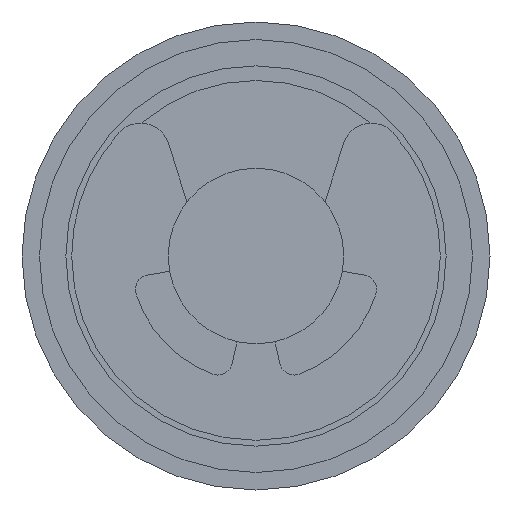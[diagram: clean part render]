
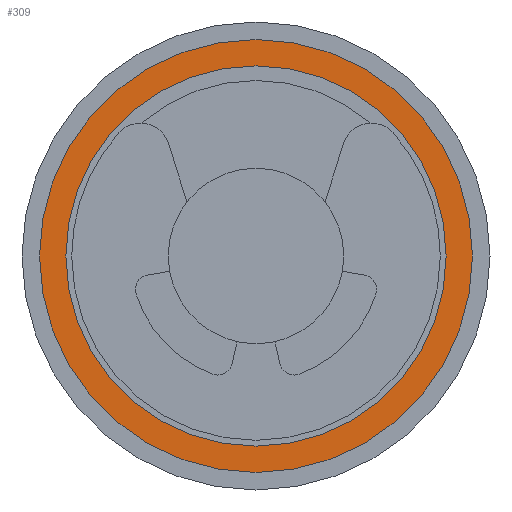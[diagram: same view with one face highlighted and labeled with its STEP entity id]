
A CAD part, front view. The second image highlights one B-rep face of the part: STEP entity #309.
In plain terms, the highlighted planar face has unit normal (0, -1, 0).
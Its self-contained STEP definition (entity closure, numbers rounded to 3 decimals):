
#244 = CIRCLE ( 'NONE', #1384, 2.75 ) ;
#269 = ORIENTED_EDGE ( 'NONE', *, *, #1322, .F. ) ;
#309 = ADVANCED_FACE ( 'Defeature ausgef�hrt1_8', ( #4341, #6679 ), #2134, .F. ) ;
#416 = EDGE_LOOP ( 'NONE', ( #670, #3785 ) ) ;
#594 = VERTEX_POINT ( 'NONE', #7828 ) ;
#670 = ORIENTED_EDGE ( 'NONE', *, *, #5992, .F. ) ;
#1005 = VERTEX_POINT ( 'NONE', #7281 ) ;
#1322 = EDGE_CURVE ( 'Defeature ausgef�hrt1_14+Defeature ausgef�hrt1_8+Defeature ausgef�hrt1_8+Defeature ausgef�hrt1_8', #594, #1005, #3763, .T. ) ;
#1384 = AXIS2_PLACEMENT_3D ( 'NONE', #3107, #3691, #4878 ) ;
#1433 = DIRECTION ( 'NONE',  ( 0., 0., 1. ) ) ;
#1711 = AXIS2_PLACEMENT_3D ( 'NONE', #6066, #3731, #2570 ) ;
#1742 = EDGE_CURVE ( 'Defeature ausgef�hrt1_9+Defeature ausgef�hrt1_8+Defeature ausgef�hrt1_8+Defeature ausgef�hrt1_8', #6492, #1966, #3110, .T. ) ;
#1966 = VERTEX_POINT ( 'NONE', #6570 ) ;
#2122 = ORIENTED_EDGE ( 'NONE', *, *, #2367, .F. ) ;
#2134 = PLANE ( 'NONE',  #6504 ) ;
#2367 = EDGE_CURVE ( 'Defeature ausgef�hrt1_14+Defeature ausgef�hrt1_8+Defeature ausgef�hrt1_8+Defeature ausgef�hrt1_8', #1005, #594, #244, .T. ) ;
#2570 = DIRECTION ( 'NONE',  ( 0., 0., 1. ) ) ;
#2650 = CARTESIAN_POINT ( 'NONE',  ( 0., 11., 3.7 ) ) ;
#2829 = EDGE_LOOP ( 'NONE', ( #269, #2122 ) ) ;
#3107 = CARTESIAN_POINT ( 'NONE',  ( 0., 11., 0. ) ) ;
#3110 = CIRCLE ( 'NONE', #7770, 3.7 ) ;
#3691 = DIRECTION ( 'NONE',  ( 0., -1., 0. ) ) ;
#3731 = DIRECTION ( 'NONE',  ( 0., 1., 0. ) ) ;
#3763 = CIRCLE ( 'NONE', #6552, 2.75 ) ;
#3785 = ORIENTED_EDGE ( 'NONE', *, *, #1742, .F. ) ;
#3832 = DIRECTION ( 'NONE',  ( 0., -1., 0. ) ) ;
#4341 = FACE_OUTER_BOUND ( 'NONE', #416, .T. ) ;
#4514 = CARTESIAN_POINT ( 'NONE',  ( 0., 11., 0. ) ) ;
#4634 = DIRECTION ( 'NONE',  ( 0., 1., 0. ) ) ;
#4878 = DIRECTION ( 'NONE',  ( 0., 0., -1. ) ) ;
#5027 = DIRECTION ( 'NONE',  ( 0., 0., -1. ) ) ;
#5725 = DIRECTION ( 'NONE',  ( 0., 1., 0. ) ) ;
#5826 = CARTESIAN_POINT ( 'NONE',  ( 0., 11., 0. ) ) ;
#5992 = EDGE_CURVE ( 'Defeature ausgef�hrt1_9+Defeature ausgef�hrt1_8+Defeature ausgef�hrt1_8+Defeature ausgef�hrt1_8', #1966, #6492, #6173, .T. ) ;
#6066 = CARTESIAN_POINT ( 'NONE',  ( 0., 11., 0. ) ) ;
#6173 = CIRCLE ( 'NONE', #1711, 3.7 ) ;
#6492 = VERTEX_POINT ( 'NONE', #2650 ) ;
#6504 = AXIS2_PLACEMENT_3D ( 'NONE', #4514, #5725, #1433 ) ;
#6545 = DIRECTION ( 'NONE',  ( 0., 0., 1. ) ) ;
#6552 = AXIS2_PLACEMENT_3D ( 'NONE', #7388, #3832, #5027 ) ;
#6570 = CARTESIAN_POINT ( 'NONE',  ( 0., 11., -3.7 ) ) ;
#6679 = FACE_BOUND ( 'NONE', #2829, .T. ) ;
#7281 = CARTESIAN_POINT ( 'NONE',  ( 0., 11., 2.75 ) ) ;
#7388 = CARTESIAN_POINT ( 'NONE',  ( 0., 11., 0. ) ) ;
#7770 = AXIS2_PLACEMENT_3D ( 'NONE', #5826, #4634, #6545 ) ;
#7828 = CARTESIAN_POINT ( 'NONE',  ( 0., 11., -2.75 ) ) ;
